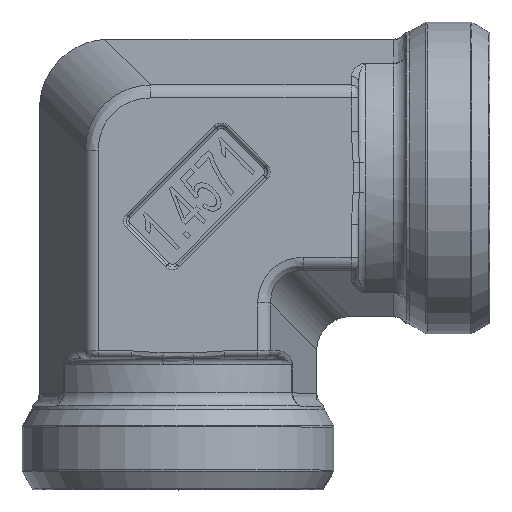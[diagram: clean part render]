
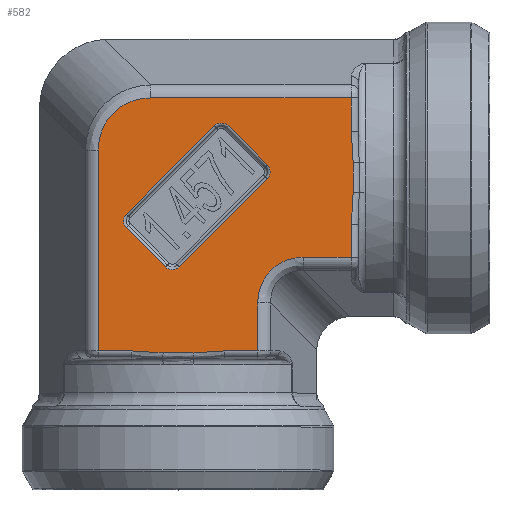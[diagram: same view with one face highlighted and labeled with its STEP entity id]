
A CAD part, top view. The second image highlights one B-rep face of the part: STEP entity #582.
In plain terms, the highlighted planar face has unit normal (0, 0, 1).
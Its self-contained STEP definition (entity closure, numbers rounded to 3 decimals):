
#294=ELLIPSE('',#4855,7.873,7.);
#295=ELLIPSE('',#4856,8.998,8.);
#582=ADVANCED_FACE('',(#1593,#1594),#878,.T.);
#878=PLANE('',#4857);
#1006=LINE('',#6964,#1194);
#1007=LINE('',#6969,#1195);
#1008=LINE('',#6973,#1196);
#1009=LINE('',#6977,#1197);
#1010=LINE('',#6989,#1198);
#1011=LINE('',#6991,#1199);
#1012=LINE('',#6995,#1200);
#1013=LINE('',#6997,#1201);
#1014=LINE('',#7020,#1202);
#1015=LINE('',#7022,#1203);
#1016=LINE('',#7026,#1204);
#1017=LINE('',#7028,#1205);
#1194=VECTOR('',#5370,1.);
#1195=VECTOR('',#5373,1.);
#1196=VECTOR('',#5376,1.);
#1197=VECTOR('',#5379,1.);
#1198=VECTOR('',#5382,1.);
#1199=VECTOR('',#5383,1.);
#1200=VECTOR('',#5386,1.);
#1201=VECTOR('',#5387,1.);
#1202=VECTOR('',#5388,1.);
#1203=VECTOR('',#5389,1.);
#1204=VECTOR('',#5392,1.);
#1205=VECTOR('',#5393,1.);
#1387=CIRCLE('',#4851,1.4);
#1388=CIRCLE('',#4852,1.4);
#1389=CIRCLE('',#4853,1.4);
#1390=CIRCLE('',#4854,1.4);
#1593=FACE_BOUND('',#1673,.T.);
#1594=FACE_BOUND('',#1674,.T.);
#1673=EDGE_LOOP('',(#2122,#2123,#2124,#2125,#2126,#2127,#2128,#2129));
#1674=EDGE_LOOP('',(#2130,#2131,#2132,#2133,#2134,#2135,#2136,#2137,#2138,
#2139,#2140,#2141,#2142,#2143,#2144,#2145));
#2122=ORIENTED_EDGE('',*,*,#3962,.T.);
#2123=ORIENTED_EDGE('',*,*,#3963,.T.);
#2124=ORIENTED_EDGE('',*,*,#3964,.T.);
#2125=ORIENTED_EDGE('',*,*,#3965,.T.);
#2126=ORIENTED_EDGE('',*,*,#3966,.T.);
#2127=ORIENTED_EDGE('',*,*,#3967,.T.);
#2128=ORIENTED_EDGE('',*,*,#3968,.T.);
#2129=ORIENTED_EDGE('',*,*,#3969,.T.);
#2130=ORIENTED_EDGE('',*,*,#3970,.T.);
#2131=ORIENTED_EDGE('',*,*,#3971,.T.);
#2132=ORIENTED_EDGE('',*,*,#3972,.T.);
#2133=ORIENTED_EDGE('',*,*,#3973,.T.);
#2134=ORIENTED_EDGE('',*,*,#3974,.T.);
#2135=ORIENTED_EDGE('',*,*,#3975,.T.);
#2136=ORIENTED_EDGE('',*,*,#3976,.T.);
#2137=ORIENTED_EDGE('',*,*,#3977,.T.);
#2138=ORIENTED_EDGE('',*,*,#3978,.T.);
#2139=ORIENTED_EDGE('',*,*,#3979,.T.);
#2140=ORIENTED_EDGE('',*,*,#3980,.T.);
#2141=ORIENTED_EDGE('',*,*,#3981,.F.);
#2142=ORIENTED_EDGE('',*,*,#3982,.F.);
#2143=ORIENTED_EDGE('',*,*,#3983,.T.);
#2144=ORIENTED_EDGE('',*,*,#3984,.T.);
#2145=ORIENTED_EDGE('',*,*,#3985,.T.);
#3518=VERTEX_POINT('',#6965);
#3519=VERTEX_POINT('',#6966);
#3520=VERTEX_POINT('',#6968);
#3521=VERTEX_POINT('',#6970);
#3522=VERTEX_POINT('',#6972);
#3523=VERTEX_POINT('',#6974);
#3524=VERTEX_POINT('',#6976);
#3525=VERTEX_POINT('',#6978);
#3526=VERTEX_POINT('',#6987);
#3527=VERTEX_POINT('',#6988);
#3528=VERTEX_POINT('',#6990);
#3529=VERTEX_POINT('',#6992);
#3530=VERTEX_POINT('',#6994);
#3531=VERTEX_POINT('',#6996);
#3532=VERTEX_POINT('',#6998);
#3533=VERTEX_POINT('',#7006);
#3534=VERTEX_POINT('',#7011);
#3535=VERTEX_POINT('',#7019);
#3536=VERTEX_POINT('',#7021);
#3537=VERTEX_POINT('',#7023);
#3538=VERTEX_POINT('',#7025);
#3539=VERTEX_POINT('',#7027);
#3540=VERTEX_POINT('',#7029);
#3541=VERTEX_POINT('',#7037);
#3962=EDGE_CURVE('',#3518,#3519,#1006,.T.);
#3963=EDGE_CURVE('',#3519,#3520,#1387,.T.);
#3964=EDGE_CURVE('',#3520,#3521,#1007,.T.);
#3965=EDGE_CURVE('',#3521,#3522,#1388,.T.);
#3966=EDGE_CURVE('',#3522,#3523,#1008,.T.);
#3967=EDGE_CURVE('',#3523,#3524,#1389,.T.);
#3968=EDGE_CURVE('',#3524,#3525,#1009,.T.);
#3969=EDGE_CURVE('',#3525,#3518,#1390,.T.);
#3970=EDGE_CURVE('',#3526,#3527,#4610,.T.);
#3971=EDGE_CURVE('',#3527,#3528,#1010,.T.);
#3972=EDGE_CURVE('',#3528,#3529,#1011,.T.);
#3973=EDGE_CURVE('',#3529,#3530,#294,.T.);
#3974=EDGE_CURVE('',#3530,#3531,#1012,.T.);
#3975=EDGE_CURVE('',#3531,#3532,#1013,.T.);
#3976=EDGE_CURVE('',#3532,#3533,#4611,.T.);
#3977=EDGE_CURVE('',#3533,#3534,#4612,.T.);
#3978=EDGE_CURVE('',#3534,#3535,#4613,.T.);
#3979=EDGE_CURVE('',#3535,#3536,#1014,.T.);
#3980=EDGE_CURVE('',#3536,#3537,#1015,.T.);
#3981=EDGE_CURVE('',#3538,#3537,#295,.T.);
#3982=EDGE_CURVE('',#3539,#3538,#1016,.T.);
#3983=EDGE_CURVE('',#3539,#3540,#1017,.T.);
#3984=EDGE_CURVE('',#3540,#3541,#4614,.T.);
#3985=EDGE_CURVE('',#3541,#3526,#4615,.T.);
#4610=B_SPLINE_CURVE_WITH_KNOTS('',3,(#6980,#6981,#6982,#6983,#6984,#6985,
#6986),.UNSPECIFIED.,.F.,.F.,(4,3,4),(0.,0.875,1.),
 .UNSPECIFIED.);
#4611=B_SPLINE_CURVE_WITH_KNOTS('',3,(#6999,#7000,#7001,#7002,#7003,#7004,
#7005),.UNSPECIFIED.,.F.,.F.,(4,3,4),(0.,0.125,1.),
 .UNSPECIFIED.);
#4612=B_SPLINE_CURVE_WITH_KNOTS('',3,(#7007,#7008,#7009,#7010),
 .UNSPECIFIED.,.F.,.F.,(4,4),(0.,1.),.UNSPECIFIED.);
#4613=B_SPLINE_CURVE_WITH_KNOTS('',3,(#7012,#7013,#7014,#7015,#7016,#7017,
#7018),.UNSPECIFIED.,.F.,.F.,(4,3,4),(0.,0.123,1.),
 .UNSPECIFIED.);
#4614=B_SPLINE_CURVE_WITH_KNOTS('',3,(#7030,#7031,#7032,#7033,#7034,#7035,
#7036),.UNSPECIFIED.,.F.,.F.,(4,3,4),(0.,0.877,1.),
 .UNSPECIFIED.);
#4615=B_SPLINE_CURVE_WITH_KNOTS('',3,(#7038,#7039,#7040,#7041),
 .UNSPECIFIED.,.F.,.F.,(4,4),(0.,1.),.UNSPECIFIED.);
#4851=AXIS2_PLACEMENT_3D('',#6967,#5371,#5372);
#4852=AXIS2_PLACEMENT_3D('',#6971,#5374,#5375);
#4853=AXIS2_PLACEMENT_3D('',#6975,#5377,#5378);
#4854=AXIS2_PLACEMENT_3D('',#6979,#5380,#5381);
#4855=AXIS2_PLACEMENT_3D('',#6993,#5384,#5385);
#4856=AXIS2_PLACEMENT_3D('',#7024,#5390,#5391);
#4857=AXIS2_PLACEMENT_3D('',#7042,#5394,#5395);
#5370=DIRECTION('',(-0.707,-0.707,0.));
#5371=DIRECTION('',(0.,0.,-1.));
#5372=DIRECTION('',(1.,0.,0.));
#5373=DIRECTION('',(-0.707,0.707,0.));
#5374=DIRECTION('',(0.,0.,-1.));
#5375=DIRECTION('',(1.,0.,0.));
#5376=DIRECTION('',(0.707,0.707,0.));
#5377=DIRECTION('',(0.,0.,-1.));
#5378=DIRECTION('',(1.,0.,0.));
#5379=DIRECTION('',(0.707,-0.707,0.));
#5380=DIRECTION('',(0.,0.,-1.));
#5381=DIRECTION('',(1.,0.,0.));
#5382=DIRECTION('',(1.,0.,0.));
#5383=DIRECTION('',(0.,1.,0.));
#5384=DIRECTION('',(0.,0.,-1.));
#5385=DIRECTION('',(0.707,-0.707,0.));
#5386=DIRECTION('',(1.,0.,0.));
#5387=DIRECTION('',(0.,1.,0.));
#5388=DIRECTION('',(0.,1.,0.));
#5389=DIRECTION('',(-1.,0.,0.));
#5390=DIRECTION('',(0.,0.,-1.));
#5391=DIRECTION('',(-0.707,0.707,0.));
#5392=DIRECTION('',(0.,1.,0.));
#5393=DIRECTION('',(1.,0.,0.));
#5394=DIRECTION('',(0.,0.,1.));
#5395=DIRECTION('',(1.,0.,0.));
#6964=CARTESIAN_POINT('',(-0.549,-13.593,20.5));
#6965=CARTESIAN_POINT('',(12.886,-0.158,20.5));
#6966=CARTESIAN_POINT('',(0.158,-12.886,20.5));
#6967=CARTESIAN_POINT('',(-0.832,-11.896,20.5));
#6968=CARTESIAN_POINT('',(-1.821,-12.886,20.5));
#6969=CARTESIAN_POINT('',(-8.185,-6.522,20.5));
#6970=CARTESIAN_POINT('',(-7.478,-7.23,20.5));
#6971=CARTESIAN_POINT('',(-6.488,-6.24,20.5));
#6972=CARTESIAN_POINT('',(-7.478,-5.25,20.5));
#6973=CARTESIAN_POINT('',(5.957,8.185,20.5));
#6974=CARTESIAN_POINT('',(5.25,7.478,20.5));
#6975=CARTESIAN_POINT('',(6.24,6.488,20.5));
#6976=CARTESIAN_POINT('',(7.23,7.478,20.5));
#6977=CARTESIAN_POINT('',(13.593,1.114,20.5));
#6978=CARTESIAN_POINT('',(12.886,1.821,20.5));
#6979=CARTESIAN_POINT('',(11.896,0.832,20.5));
#6980=CARTESIAN_POINT('',(2.157,-25.271,20.5));
#6981=CARTESIAN_POINT('',(3.487,-25.186,20.5));
#6982=CARTESIAN_POINT('',(4.815,-25.044,20.5));
#6983=CARTESIAN_POINT('',(6.148,-25.008,20.5));
#6984=CARTESIAN_POINT('',(6.338,-25.003,20.5));
#6985=CARTESIAN_POINT('',(6.528,-25.,20.5));
#6986=CARTESIAN_POINT('',(6.719,-25.,20.5));
#6987=CARTESIAN_POINT('',(2.157,-25.271,20.5));
#6988=CARTESIAN_POINT('',(6.719,-25.,20.5));
#6989=CARTESIAN_POINT('',(6.549,-25.,20.5));
#6990=CARTESIAN_POINT('',(11.502,-25.,20.5));
#6991=CARTESIAN_POINT('',(11.502,12.903,20.5));
#6992=CARTESIAN_POINT('',(11.502,-18.08,20.5));
#6993=CARTESIAN_POINT('',(18.951,-18.951,20.5));
#6994=CARTESIAN_POINT('',(18.08,-11.502,20.5));
#6995=CARTESIAN_POINT('',(6.549,-11.502,20.5));
#6996=CARTESIAN_POINT('',(25.,-11.502,20.5));
#6997=CARTESIAN_POINT('',(25.,-2.267,20.5));
#6998=CARTESIAN_POINT('',(25.,-6.719,20.5));
#6999=CARTESIAN_POINT('',(25.,-6.719,20.5));
#7000=CARTESIAN_POINT('',(25.,-6.528,20.5));
#7001=CARTESIAN_POINT('',(25.003,-6.338,20.5));
#7002=CARTESIAN_POINT('',(25.008,-6.148,20.5));
#7003=CARTESIAN_POINT('',(25.044,-4.815,20.5));
#7004=CARTESIAN_POINT('',(25.186,-3.487,20.5));
#7005=CARTESIAN_POINT('',(25.271,-2.157,20.5));
#7006=CARTESIAN_POINT('',(25.271,-2.157,20.5));
#7007=CARTESIAN_POINT('',(25.271,-2.157,20.5));
#7008=CARTESIAN_POINT('',(25.363,-0.719,20.5));
#7009=CARTESIAN_POINT('',(25.363,0.719,20.5));
#7010=CARTESIAN_POINT('',(25.271,2.157,20.5));
#7011=CARTESIAN_POINT('',(25.271,2.157,20.5));
#7012=CARTESIAN_POINT('',(25.271,2.157,20.5));
#7013=CARTESIAN_POINT('',(25.259,2.344,20.5));
#7014=CARTESIAN_POINT('',(25.246,2.531,20.5));
#7015=CARTESIAN_POINT('',(25.233,2.719,20.5));
#7016=CARTESIAN_POINT('',(25.135,4.051,20.5));
#7017=CARTESIAN_POINT('',(25.,5.383,20.5));
#7018=CARTESIAN_POINT('',(25.,6.719,20.5));
#7019=CARTESIAN_POINT('',(25.,6.719,20.5));
#7020=CARTESIAN_POINT('',(25.,11.502,20.5));
#7021=CARTESIAN_POINT('',(25.,11.502,20.5));
#7022=CARTESIAN_POINT('',(6.549,11.502,20.5));
#7023=CARTESIAN_POINT('',(-3.985,11.502,20.5));
#7024=CARTESIAN_POINT('',(-2.989,2.989,20.5));
#7025=CARTESIAN_POINT('',(-11.502,3.985,20.5));
#7026=CARTESIAN_POINT('',(-11.502,12.903,20.5));
#7027=CARTESIAN_POINT('',(-11.502,-25.,20.5));
#7028=CARTESIAN_POINT('',(6.549,-25.,20.5));
#7029=CARTESIAN_POINT('',(-6.719,-25.,20.5));
#7030=CARTESIAN_POINT('',(-6.719,-25.,20.5));
#7031=CARTESIAN_POINT('',(-5.383,-25.,20.5));
#7032=CARTESIAN_POINT('',(-4.051,-25.135,20.5));
#7033=CARTESIAN_POINT('',(-2.719,-25.233,20.5));
#7034=CARTESIAN_POINT('',(-2.531,-25.246,20.5));
#7035=CARTESIAN_POINT('',(-2.344,-25.259,20.5));
#7036=CARTESIAN_POINT('',(-2.157,-25.271,20.5));
#7037=CARTESIAN_POINT('',(-2.157,-25.271,20.5));
#7038=CARTESIAN_POINT('',(-2.157,-25.271,20.5));
#7039=CARTESIAN_POINT('',(-0.719,-25.363,20.5));
#7040=CARTESIAN_POINT('',(0.719,-25.363,20.5));
#7041=CARTESIAN_POINT('',(2.157,-25.271,20.5));
#7042=CARTESIAN_POINT('',(6.549,12.903,20.5));
